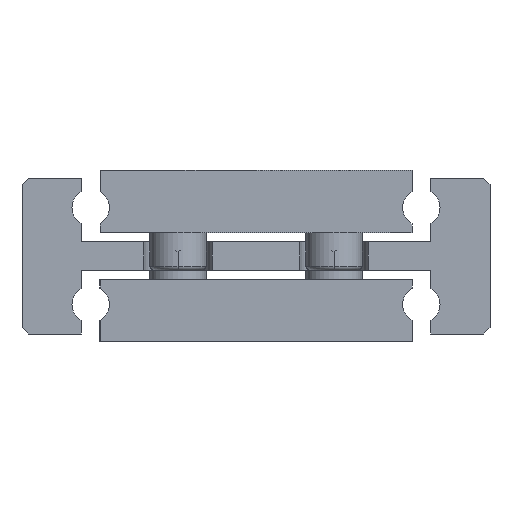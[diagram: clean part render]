
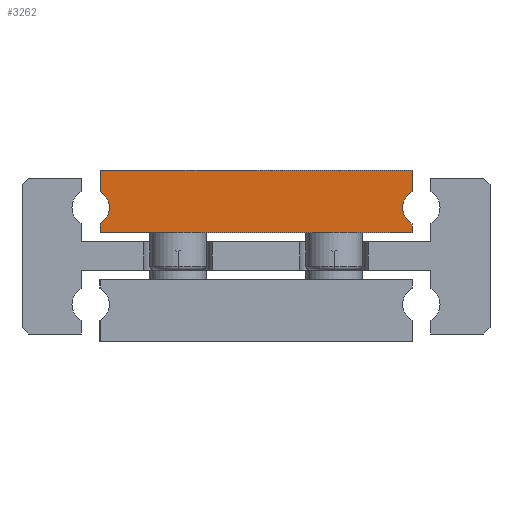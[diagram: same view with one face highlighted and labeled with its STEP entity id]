
A CAD part, front view. The second image highlights one B-rep face of the part: STEP entity #3262.
In plain terms, the highlighted planar face has unit normal (0, -1, 0).
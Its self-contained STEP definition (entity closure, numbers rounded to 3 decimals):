
#171=PLANE('',#3738);
#385=FACE_OUTER_BOUND('',#582,.T.);
#582=EDGE_LOOP('',(#2984,#2985,#2986,#2987,#2988,#2989,#2990,#2991,#2992,
#2993));
#810=LINE('',#5736,#1043);
#815=LINE('',#5745,#1048);
#821=LINE('',#5756,#1054);
#822=LINE('',#5759,#1055);
#824=LINE('',#5762,#1057);
#825=LINE('',#5764,#1058);
#826=LINE('',#5765,#1059);
#827=LINE('',#5766,#1060);
#1043=VECTOR('',#4732,2.804);
#1048=VECTOR('',#4739,6.804);
#1054=VECTOR('',#4749,2.804);
#1055=VECTOR('',#4752,6.804);
#1057=VECTOR('',#4756,100.);
#1058=VECTOR('',#4759,25.);
#1059=VECTOR('',#4760,50.);
#1060=VECTOR('',#4761,25.);
#1260=CIRCLE('',#3659,6.);
#1263=CIRCLE('',#3663,6.);
#1536=VERTEX_POINT('',#5505);
#1546=VERTEX_POINT('',#5544);
#1547=VERTEX_POINT('',#5545);
#1552=VERTEX_POINT('',#5556);
#1553=VERTEX_POINT('',#5558);
#1597=VERTEX_POINT('',#5697);
#1606=VERTEX_POINT('',#5735);
#1609=VERTEX_POINT('',#5743);
#1612=VERTEX_POINT('',#5754);
#1613=VERTEX_POINT('',#5758);
#1981=EDGE_CURVE('',#1546,#1547,#1260,.T.);
#1987=EDGE_CURVE('',#1553,#1552,#1263,.T.);
#2067=EDGE_CURVE('',#1553,#1606,#810,.T.);
#2072=EDGE_CURVE('',#1609,#1552,#815,.T.);
#2078=EDGE_CURVE('',#1612,#1547,#821,.T.);
#2079=EDGE_CURVE('',#1546,#1613,#822,.T.);
#2081=EDGE_CURVE('',#1613,#1609,#824,.T.);
#2082=EDGE_CURVE('',#1536,#1612,#825,.T.);
#2083=EDGE_CURVE('',#1597,#1536,#826,.T.);
#2084=EDGE_CURVE('',#1606,#1597,#827,.T.);
#2984=ORIENTED_EDGE('',*,*,#1987,.T.);
#2985=ORIENTED_EDGE('',*,*,#2072,.F.);
#2986=ORIENTED_EDGE('',*,*,#2081,.F.);
#2987=ORIENTED_EDGE('',*,*,#2079,.F.);
#2988=ORIENTED_EDGE('',*,*,#1981,.T.);
#2989=ORIENTED_EDGE('',*,*,#2078,.F.);
#2990=ORIENTED_EDGE('',*,*,#2082,.F.);
#2991=ORIENTED_EDGE('',*,*,#2083,.F.);
#2992=ORIENTED_EDGE('',*,*,#2084,.F.);
#2993=ORIENTED_EDGE('',*,*,#2067,.F.);
#3262=ADVANCED_FACE('',(#385),#171,.F.);
#3659=AXIS2_PLACEMENT_3D('',#5546,#4548,#4549);
#3663=AXIS2_PLACEMENT_3D('',#5559,#4559,#4560);
#3738=AXIS2_PLACEMENT_3D('',#5763,#4757,#4758);
#4548=DIRECTION('center_axis',(0.,1.,0.));
#4549=DIRECTION('ref_axis',(1.,0.,0.));
#4559=DIRECTION('center_axis',(0.,1.,0.));
#4560=DIRECTION('ref_axis',(1.,0.,0.));
#4732=DIRECTION('',(0.,0.,-1.));
#4739=DIRECTION('',(0.,0.,-1.));
#4749=DIRECTION('',(0.,0.,1.));
#4752=DIRECTION('',(0.,0.,1.));
#4756=DIRECTION('',(1.,0.,0.));
#4757=DIRECTION('center_axis',(0.,1.,0.));
#4758=DIRECTION('ref_axis',(0.,0.,1.));
#4759=DIRECTION('',(-1.,0.,0.));
#4760=DIRECTION('',(-1.,0.,0.));
#4761=DIRECTION('',(-1.,0.,0.));
#5505=CARTESIAN_POINT('',(-25.,-425.,-3.5));
#5544=CARTESIAN_POINT('',(-50.,-425.,9.696));
#5545=CARTESIAN_POINT('',(-50.,-425.,-0.696));
#5546=CARTESIAN_POINT('Origin',(-53.,-425.,4.5));
#5556=CARTESIAN_POINT('',(50.,-425.,9.696));
#5558=CARTESIAN_POINT('',(50.,-425.,-0.696));
#5559=CARTESIAN_POINT('Origin',(53.,-425.,4.5));
#5697=CARTESIAN_POINT('',(25.,-425.,-3.5));
#5735=CARTESIAN_POINT('',(50.,-425.,-3.5));
#5736=CARTESIAN_POINT('',(50.,-425.,-0.696));
#5743=CARTESIAN_POINT('',(50.,-425.,16.5));
#5745=CARTESIAN_POINT('',(50.,-425.,16.5));
#5754=CARTESIAN_POINT('',(-50.,-425.,-3.5));
#5756=CARTESIAN_POINT('',(-50.,-425.,-3.5));
#5758=CARTESIAN_POINT('',(-50.,-425.,16.5));
#5759=CARTESIAN_POINT('',(-50.,-425.,9.696));
#5762=CARTESIAN_POINT('',(-50.,-425.,16.5));
#5763=CARTESIAN_POINT('Origin',(0.,-425.,6.5));
#5764=CARTESIAN_POINT('',(-25.,-425.,-3.5));
#5765=CARTESIAN_POINT('',(25.,-425.,-3.5));
#5766=CARTESIAN_POINT('',(50.,-425.,-3.5));
